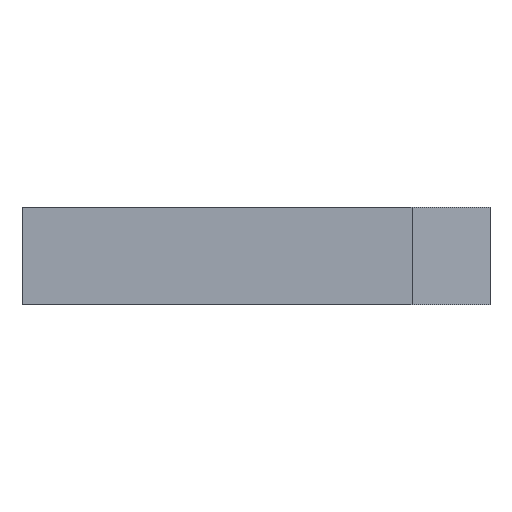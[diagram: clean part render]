
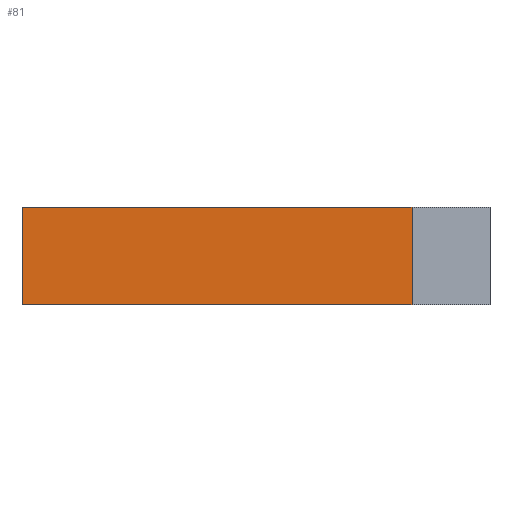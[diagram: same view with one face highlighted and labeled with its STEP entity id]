
A CAD part, front view. The second image highlights one B-rep face of the part: STEP entity #81.
In plain terms, the highlighted planar face has unit normal (0, -1, 0).
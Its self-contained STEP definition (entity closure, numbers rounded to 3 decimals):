
#16 = VECTOR ( 'NONE', #850, 1000. ) ;
#76 = LINE ( 'NONE', #946, #16 ) ;
#81 = ADVANCED_FACE ( 'NONE', ( #517 ), #1103, .F. ) ;
#114 = DIRECTION ( 'NONE',  ( 1., 0., 0. ) ) ;
#165 = EDGE_CURVE ( 'NONE', #854, #1094, #76, .T. ) ;
#234 = EDGE_LOOP ( 'NONE', ( #769, #457, #880, #1009 ) ) ;
#235 = VECTOR ( 'NONE', #527, 1000. ) ;
#256 = VECTOR ( 'NONE', #114, 1000. ) ;
#364 = AXIS2_PLACEMENT_3D ( 'NONE', #992, #829, #531 ) ;
#441 = CARTESIAN_POINT ( 'NONE',  ( 32., -150., 20. ) ) ;
#457 = ORIENTED_EDGE ( 'NONE', *, *, #929, .T. ) ;
#478 = CARTESIAN_POINT ( 'NONE',  ( -48., -150., 0. ) ) ;
#517 = FACE_OUTER_BOUND ( 'NONE', #234, .T. ) ;
#527 = DIRECTION ( 'NONE',  ( 0., 0., 1. ) ) ;
#531 = DIRECTION ( 'NONE',  ( 0., 0., 1. ) ) ;
#731 = DIRECTION ( 'NONE',  ( 1., 0., 0. ) ) ;
#762 = CARTESIAN_POINT ( 'NONE',  ( 32., -150., 20. ) ) ;
#769 = ORIENTED_EDGE ( 'NONE', *, *, #1120, .T. ) ;
#787 = CARTESIAN_POINT ( 'NONE',  ( -48., -150., 20. ) ) ;
#816 = LINE ( 'NONE', #1086, #1026 ) ;
#829 = DIRECTION ( 'NONE',  ( 0., 1., 0. ) ) ;
#850 = DIRECTION ( 'NONE',  ( 0., 0., -1. ) ) ;
#854 = VERTEX_POINT ( 'NONE', #787 ) ;
#873 = VERTEX_POINT ( 'NONE', #1153 ) ;
#880 = ORIENTED_EDGE ( 'NONE', *, *, #1016, .F. ) ;
#926 = LINE ( 'NONE', #478, #256 ) ;
#929 = EDGE_CURVE ( 'NONE', #873, #1150, #1178, .T. ) ;
#946 = CARTESIAN_POINT ( 'NONE',  ( -48., -150., 20. ) ) ;
#992 = CARTESIAN_POINT ( 'NONE',  ( -48., -150., 20. ) ) ;
#1009 = ORIENTED_EDGE ( 'NONE', *, *, #165, .T. ) ;
#1016 = EDGE_CURVE ( 'NONE', #854, #1150, #816, .T. ) ;
#1026 = VECTOR ( 'NONE', #731, 1000. ) ;
#1029 = CARTESIAN_POINT ( 'NONE',  ( -48., -150., 0. ) ) ;
#1086 = CARTESIAN_POINT ( 'NONE',  ( -48., -150., 20. ) ) ;
#1094 = VERTEX_POINT ( 'NONE', #1029 ) ;
#1103 = PLANE ( 'NONE',  #364 ) ;
#1120 = EDGE_CURVE ( 'NONE', #1094, #873, #926, .T. ) ;
#1150 = VERTEX_POINT ( 'NONE', #762 ) ;
#1153 = CARTESIAN_POINT ( 'NONE',  ( 32., -150., 0. ) ) ;
#1178 = LINE ( 'NONE', #441, #235 ) ;
